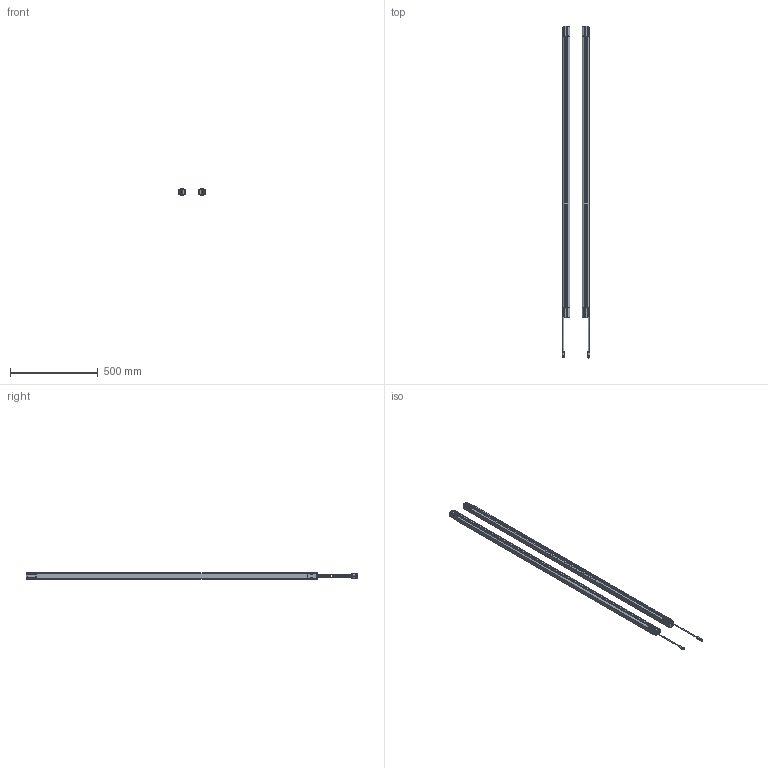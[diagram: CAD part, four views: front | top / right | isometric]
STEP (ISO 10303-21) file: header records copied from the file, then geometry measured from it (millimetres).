
FILE_DESCRIPTION (( 'STEP AP214' ), '1' );
FILE_NAME ('SH4-30-1650-B-5.STEP', '2025-01-16T19:45:44', ( '' ), ( '' ), 'SwSTEP 2.0', 'SolidWorks 2024', '' );
FILE_SCHEMA (( 'AUTOMOTIVE_DESIGN' ));
Length unit declared in the file: inch
Products named in the file (1): SH4-30-1650-B-5
Bounding box: 158.7 x 1887.3 x 35.15 mm (x, y, z)
Volume: 3924364.1 mm3; surface area: 644342.3 mm2
Topology: 4 solids, 14 shells, 2582 faces, 6838 edges, 4289 vertices
Faces by surface type: plane 1178, cylinder 778, bspline 301, cone 214, torus 56, sphere 55
Full cylindrical faces by diameter (mm): 2.013 x8, 2.2 x8, 2.546 x2, 2.548 x2, 2.552 x2, 2.559 x2, 2.8 x2, 3 x8, 4.37 x8, 5 x18, 5.5 x4, 8.25 x2, 9.5 x2, 9.7 x2, 10.35 x2, 10.6 x6, 10.8 x2, 13 x2, 14.5 x2
Entity records: 101187 total; most frequent: CARTESIAN_POINT 43893, ORIENTED_EDGE 12926, DIRECTION 10005, EDGE_CURVE 6463, VERTEX_POINT 4183, AXIS2_PLACEMENT_3D 3361, LINE 3283, VECTOR 3283
